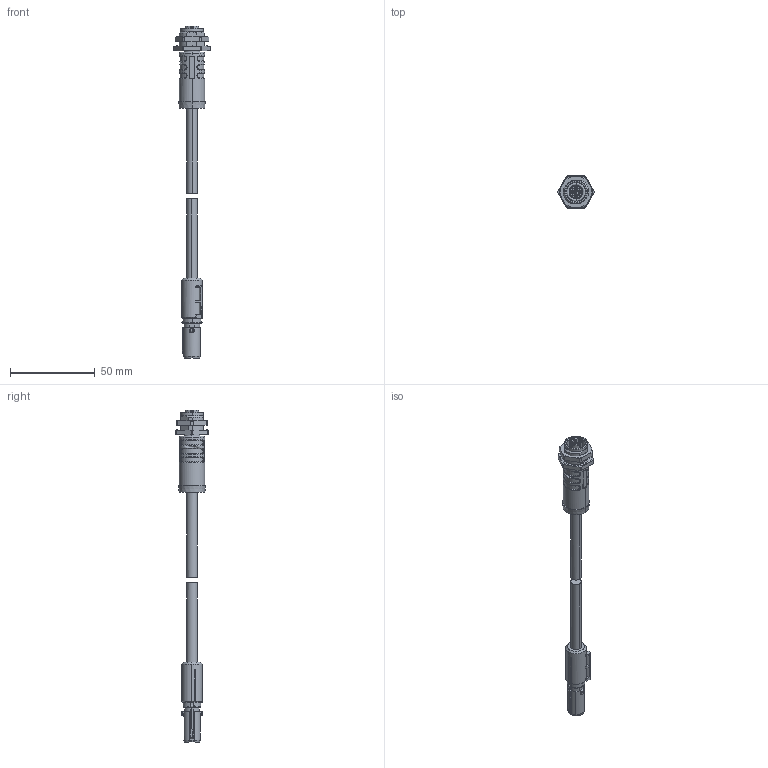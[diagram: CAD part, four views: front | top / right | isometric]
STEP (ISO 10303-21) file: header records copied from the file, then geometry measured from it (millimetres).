
FILE_DESCRIPTION(('CATIA V5 STEP Exchange','CAx-IF Rec.Pracs.--- Model Styling and Organization---1.4--- 2014-01-23'),'2;1');
FILE_NAME ('030570-3_0_2450440100_2450440100.stp','2020-07-23T05:06:51+00:00',('none'),('Weidmueller'),'CATIA Version 5-6 Release 2016 SP3 HF44','CATIA V5 STEP AP214','none');
FILE_SCHEMA(('AUTOMOTIVE_DESIGN { 1 0 10303 214 1 1 1 1 }'));
Length unit declared in the file: millimetre
Products named in the file (1): 2450440100
Bounding box: 21.5 x 19 x 195.4 mm (x, y, z)
Volume: 15641 mm3; surface area: 9764.7 mm2
Topology: 16 solids, 16 shells, 784 faces, 2014 edges, 1247 vertices
Faces by surface type: cylinder 268, plane 250, bspline 91, torus 76, cone 63, sphere 36
Entity records: 26073 total; most frequent: CARTESIAN_POINT 9350, ORIENTED_EDGE 3948, DIRECTION 2619, EDGE_CURVE 1974, VERTEX_POINT 1247, AXIS2_PLACEMENT_3D 1217, EDGE_LOOP 823, ADVANCED_FACE 784
